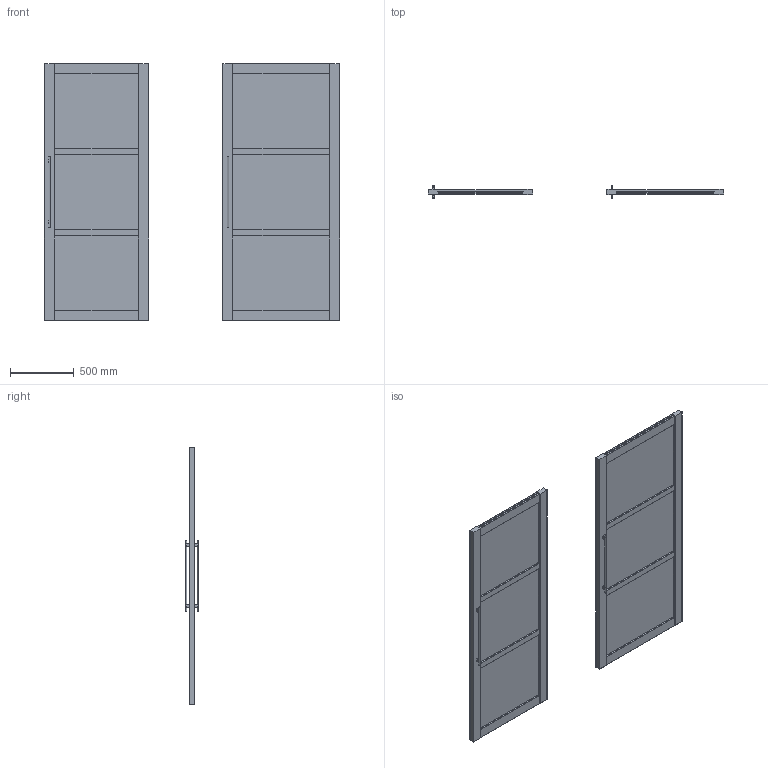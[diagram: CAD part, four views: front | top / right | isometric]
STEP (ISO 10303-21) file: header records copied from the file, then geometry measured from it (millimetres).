
FILE_DESCRIPTION(/* description */ (''),/* implementation_level */ '2;1');
FILE_NAME(/* name */ '049898_B_2-Skrzydło Lumia model 1_ polska norma _PN__ bezprzylgowe.stp',/* time_stamp */ '2024-11-22T11:57:33+01:00',/* author */ (''),/* organization */ (''),/* preprocessor_version */ 'ST-DEVELOPER v16',/* originating_system */ 'SIEMENS PLM Software NX 11.0',/* authorisation */ '');
FILE_SCHEMA (('AUTOMOTIVE_DESIGN { 1 0 10303 214 3 1 1 1 }'));
Length unit declared in the file: millimetre
Products named in the file (1): msmo79B8EA90ca2s
Bounding box: 2318 x 107.98 x 2017.01 mm (x, y, z)
Volume: 53643975.7 mm3; surface area: 8006890.3 mm2
Topology: 6 solids, 8 shells, 360 faces, 994 edges, 660 vertices
Faces by surface type: plane 180, cylinder 172, torus 8
Full cylindrical faces by diameter (mm): 12 x4
Entity records: 12147 total; most frequent: CARTESIAN_POINT 2909, ORIENTED_EDGE 1964, DIRECTION 1856, EDGE_CURVE 982, VERTEX_POINT 660, AXIS2_PLACEMENT_3D 633, LINE 590, VECTOR 590
